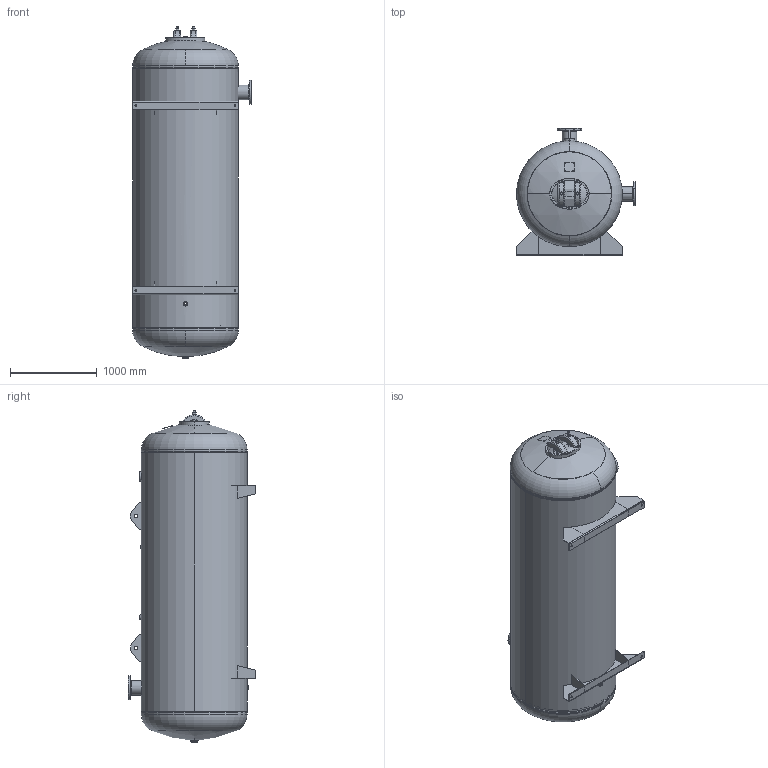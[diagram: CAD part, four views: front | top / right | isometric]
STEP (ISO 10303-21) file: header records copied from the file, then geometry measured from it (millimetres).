
FILE_DESCRIPTION (( 'STEP AP203' ), '1' );
FILE_NAME ('302494.STEP', '2012-03-06T13:45:42', ( '' ), ( '' ), 'SwSTEP 2.0', 'SolidWorks 2011', '' );
FILE_SCHEMA (( 'CONFIG_CONTROL_DESIGN' ));
Length unit declared in the file: inch
Products named in the file (1): 302494
Bounding box: 1371.93 x 1473.2 x 3828.95 mm (x, y, z)
Surface area: 30536871.3 mm2 (no closed solid volume)
Topology: 0 solids, 37 shells, 302 faces, 917 edges, 643 vertices
Faces by surface type: cylinder 120, plane 116, torus 44, bspline 16, sphere 6
Entity records: 17752 total; most frequent: CARTESIAN_POINT 9498, DIRECTION 1744, ORIENTED_EDGE 1503, EDGE_CURVE 917, AXIS2_PLACEMENT_3D 679, VERTEX_POINT 643, CIRCLE 392, LINE 386
